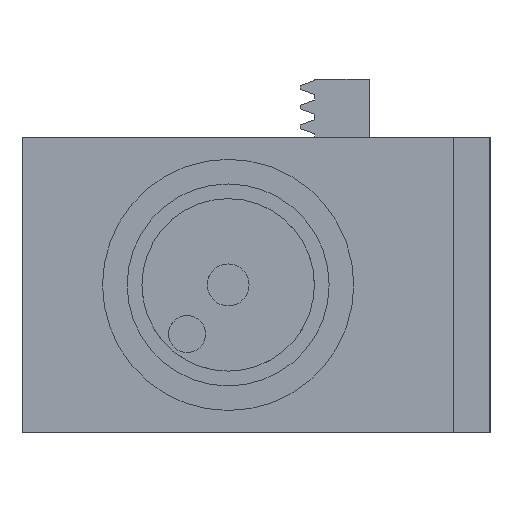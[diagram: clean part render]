
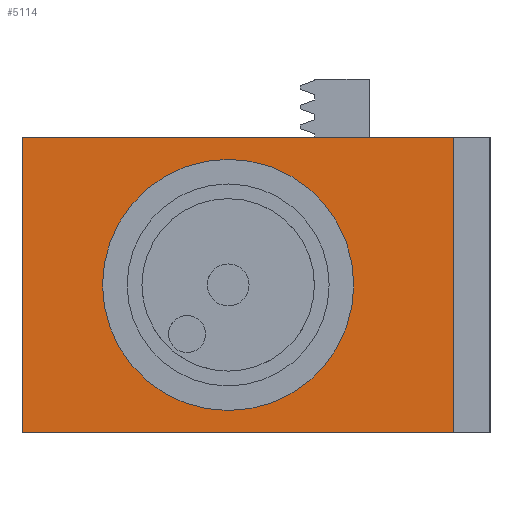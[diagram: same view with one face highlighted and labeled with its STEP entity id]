
A CAD part, left-side view. The second image highlights one B-rep face of the part: STEP entity #5114.
In plain terms, the highlighted face is planar.
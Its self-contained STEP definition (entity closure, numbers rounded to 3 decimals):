
#422 = VERTEX_POINT ( 'NONE', #8634 ) ;
#604 = VECTOR ( 'NONE', #1666, 1000. ) ;
#747 = DIRECTION ( 'NONE',  ( 0., 0., 1. ) ) ;
#773 = CARTESIAN_POINT ( 'NONE',  ( 0., -108.7, 15. ) ) ;
#1186 = CARTESIAN_POINT ( 'NONE',  ( -60., -25., 15. ) ) ;
#1445 = AXIS2_PLACEMENT_3D ( 'NONE', #773, #8387, #1628 ) ;
#1628 = DIRECTION ( 'NONE',  ( 1., 0., 0. ) ) ;
#1666 = DIRECTION ( 'NONE',  ( 0., 1., 0. ) ) ;
#1748 = ORIENTED_EDGE ( 'NONE', *, *, #10393, .T. ) ;
#2096 = VERTEX_POINT ( 'NONE', #3224 ) ;
#2251 = AXIS2_PLACEMENT_3D ( 'NONE', #4943, #747, #10857 ) ;
#2256 = VECTOR ( 'NONE', #6323, 1000. ) ;
#2439 = DIRECTION ( 'NONE',  ( 1., 0., 0. ) ) ;
#3224 = CARTESIAN_POINT ( 'NONE',  ( -51., -108.7, 15. ) ) ;
#3413 = LINE ( 'NONE', #3449, #604 ) ;
#3449 = CARTESIAN_POINT ( 'NONE',  ( 60., -25., 15. ) ) ;
#3577 = EDGE_CURVE ( 'NONE', #2096, #5787, #4246, .T. ) ;
#3966 = CARTESIAN_POINT ( 'NONE',  ( 60., -25., 15. ) ) ;
#3989 = VECTOR ( 'NONE', #6064, 1000. ) ;
#4001 = VERTEX_POINT ( 'NONE', #6392 ) ;
#4082 = ORIENTED_EDGE ( 'NONE', *, *, #3577, .F. ) ;
#4129 = LINE ( 'NONE', #6934, #3989 ) ;
#4246 = CIRCLE ( 'NONE', #2251, 51. ) ;
#4441 = DIRECTION ( 'NONE',  ( 0., 0., 1. ) ) ;
#4469 = EDGE_CURVE ( 'NONE', #7563, #4887, #3413, .T. ) ;
#4573 = EDGE_LOOP ( 'NONE', ( #4082, #6581 ) ) ;
#4887 = VERTEX_POINT ( 'NONE', #3966 ) ;
#4943 = CARTESIAN_POINT ( 'NONE',  ( 0., -108.7, 15. ) ) ;
#5114 = ADVANCED_FACE ( 'NONE', ( #8879, #9285 ), #8004, .T. ) ;
#5411 = EDGE_LOOP ( 'NONE', ( #9302, #1748, #7011, #10963 ) ) ;
#5769 = VECTOR ( 'NONE', #2439, 1000. ) ;
#5787 = VERTEX_POINT ( 'NONE', #10136 ) ;
#6064 = DIRECTION ( 'NONE',  ( -1., 0., 0. ) ) ;
#6323 = DIRECTION ( 'NONE',  ( 0., -1., 0. ) ) ;
#6392 = CARTESIAN_POINT ( 'NONE',  ( -60., -25., 15. ) ) ;
#6535 = CIRCLE ( 'NONE', #1445, 51. ) ;
#6581 = ORIENTED_EDGE ( 'NONE', *, *, #11037, .F. ) ;
#6934 = CARTESIAN_POINT ( 'NONE',  ( -60., -25., 15. ) ) ;
#7011 = ORIENTED_EDGE ( 'NONE', *, *, #10739, .T. ) ;
#7563 = VERTEX_POINT ( 'NONE', #9323 ) ;
#8004 = PLANE ( 'NONE',  #8221 ) ;
#8221 = AXIS2_PLACEMENT_3D ( 'NONE', #9673, #4441, #10544 ) ;
#8387 = DIRECTION ( 'NONE',  ( 0., 0., 1. ) ) ;
#8464 = CARTESIAN_POINT ( 'NONE',  ( -60., -200., 15. ) ) ;
#8634 = CARTESIAN_POINT ( 'NONE',  ( -60., -200., 15. ) ) ;
#8879 = FACE_OUTER_BOUND ( 'NONE', #5411, .T. ) ;
#8941 = EDGE_CURVE ( 'NONE', #422, #7563, #9641, .T. ) ;
#9285 = FACE_BOUND ( 'NONE', #4573, .T. ) ;
#9302 = ORIENTED_EDGE ( 'NONE', *, *, #4469, .T. ) ;
#9323 = CARTESIAN_POINT ( 'NONE',  ( 60., -200., 15. ) ) ;
#9641 = LINE ( 'NONE', #8464, #5769 ) ;
#9673 = CARTESIAN_POINT ( 'NONE',  ( 0., 0., 15. ) ) ;
#10136 = CARTESIAN_POINT ( 'NONE',  ( 51., -108.7, 15. ) ) ;
#10393 = EDGE_CURVE ( 'NONE', #4887, #4001, #4129, .T. ) ;
#10544 = DIRECTION ( 'NONE',  ( 1., 0., 0. ) ) ;
#10739 = EDGE_CURVE ( 'NONE', #4001, #422, #11096, .T. ) ;
#10857 = DIRECTION ( 'NONE',  ( 1., 0., 0. ) ) ;
#10963 = ORIENTED_EDGE ( 'NONE', *, *, #8941, .T. ) ;
#11037 = EDGE_CURVE ( 'NONE', #5787, #2096, #6535, .T. ) ;
#11096 = LINE ( 'NONE', #1186, #2256 ) ;
